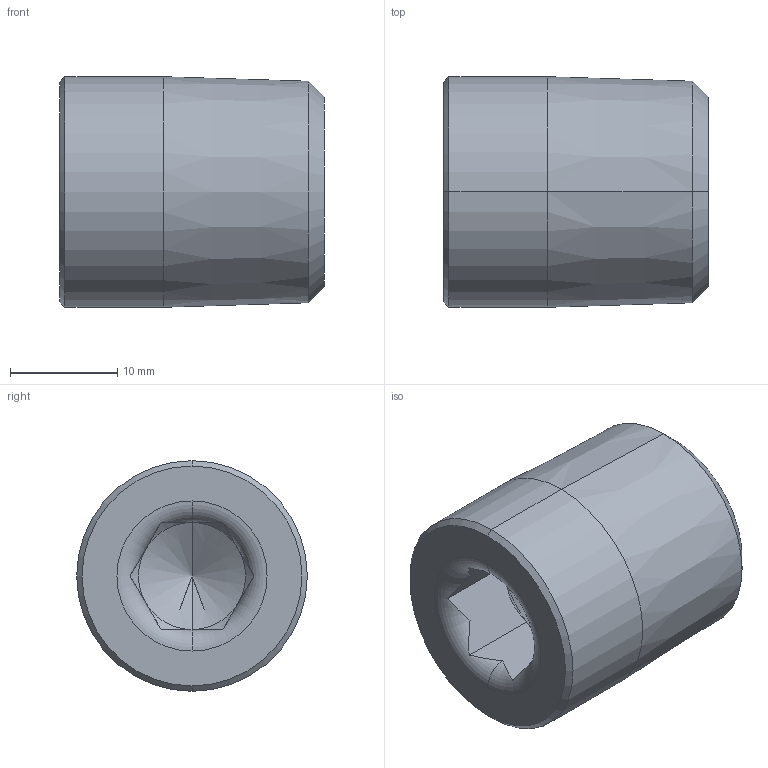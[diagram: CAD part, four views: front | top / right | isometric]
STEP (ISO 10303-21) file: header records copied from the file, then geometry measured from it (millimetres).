
FILE_DESCRIPTION (( 'STEP AP203' ), '1' );
FILE_NAME ('747DAT1.STEP', '2016-09-28T08:05:29', ( '' ), ( '' ), 'SwSTEP 2.0', 'SolidWorks 2014', '' );
FILE_SCHEMA (( 'CONFIG_CONTROL_DESIGN' ));
Length unit declared in the file: millimetre
Products named in the file (1): 747DAT1
Bounding box: 24.7 x 21.5 x 21.5 mm (x, y, z)
Volume: 7376.4 mm3; surface area: 2736.5 mm2
Topology: 1 solids, 1 shells, 37 faces, 86 edges, 50 vertices
Faces by surface type: cone 17, plane 14, cylinder 4, torus 2
Entity records: 1220 total; most frequent: CARTESIAN_POINT 327, DIRECTION 173, ORIENTED_EDGE 168, EDGE_CURVE 84, AXIS2_PLACEMENT_3D 70, VERTEX_POINT 50, EDGE_LOOP 38, FACE_OUTER_BOUND 37
